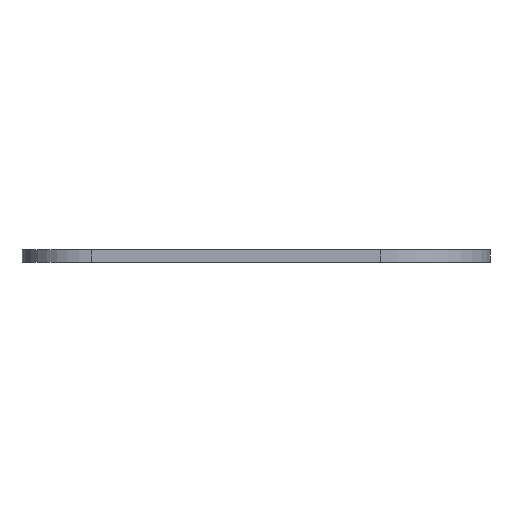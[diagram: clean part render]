
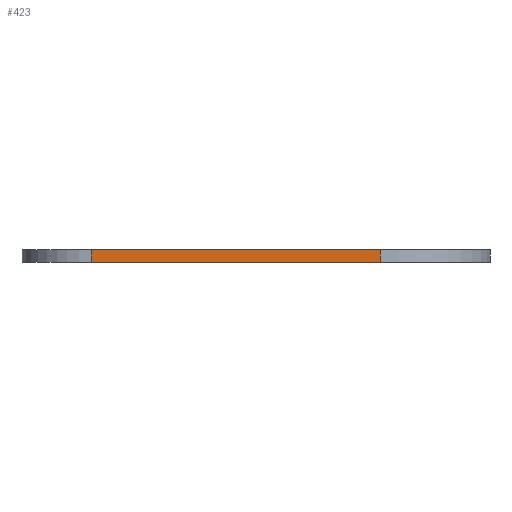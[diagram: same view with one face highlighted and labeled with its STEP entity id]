
A CAD part, front view. The second image highlights one B-rep face of the part: STEP entity #423.
In plain terms, the highlighted planar face has unit normal (0, -1, 0).
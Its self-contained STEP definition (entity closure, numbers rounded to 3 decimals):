
#94 = VERTEX_POINT ( 'NONE', #1301 ) ;
#108 = CARTESIAN_POINT ( 'NONE',  ( -231.064, 14.65, 207.5 ) ) ;
#217 = CARTESIAN_POINT ( 'NONE',  ( -138.977, 14.65, 211.5 ) ) ;
#249 = DIRECTION ( 'NONE',  ( 0., 0., -1. ) ) ;
#367 = LINE ( 'NONE', #217, #1468 ) ;
#369 = CARTESIAN_POINT ( 'NONE',  ( 0., 14.65, 211.5 ) ) ;
#375 = EDGE_CURVE ( 'NONE', #94, #1825, #1443, .T. ) ;
#420 = DIRECTION ( 'NONE',  ( 1., 0., 0. ) ) ;
#423 = ADVANCED_FACE ( 'NONE', ( #521 ), #1561, .F. ) ;
#521 = FACE_OUTER_BOUND ( 'NONE', #718, .T. ) ;
#538 = DIRECTION ( 'NONE',  ( 1., 0., 0. ) ) ;
#550 = DIRECTION ( 'NONE',  ( 0., 0., -1. ) ) ;
#551 = EDGE_CURVE ( 'NONE', #877, #596, #1733, .T. ) ;
#560 = LINE ( 'NONE', #720, #940 ) ;
#596 = VERTEX_POINT ( 'NONE', #1169 ) ;
#686 = DIRECTION ( 'NONE',  ( 0., 1., 0. ) ) ;
#706 = EDGE_CURVE ( 'NONE', #1825, #596, #367, .T. ) ;
#718 = EDGE_LOOP ( 'NONE', ( #1391, #1354, #1807, #1407 ) ) ;
#720 = CARTESIAN_POINT ( 'NONE',  ( -231.064, 14.65, 211.5 ) ) ;
#876 = VECTOR ( 'NONE', #538, 1000. ) ;
#877 = VERTEX_POINT ( 'NONE', #108 ) ;
#940 = VECTOR ( 'NONE', #550, 1000. ) ;
#962 = AXIS2_PLACEMENT_3D ( 'NONE', #1396, #686, #1241 ) ;
#1121 = VECTOR ( 'NONE', #420, 1000. ) ;
#1169 = CARTESIAN_POINT ( 'NONE',  ( -138.977, 14.65, 207.5 ) ) ;
#1241 = DIRECTION ( 'NONE',  ( -1., 0., 0. ) ) ;
#1301 = CARTESIAN_POINT ( 'NONE',  ( -231.064, 14.65, 211.5 ) ) ;
#1354 = ORIENTED_EDGE ( 'NONE', *, *, #706, .F. ) ;
#1391 = ORIENTED_EDGE ( 'NONE', *, *, #551, .T. ) ;
#1396 = CARTESIAN_POINT ( 'NONE',  ( 0., 14.65, 211.5 ) ) ;
#1407 = ORIENTED_EDGE ( 'NONE', *, *, #1727, .T. ) ;
#1443 = LINE ( 'NONE', #369, #876 ) ;
#1468 = VECTOR ( 'NONE', #249, 1000. ) ;
#1561 = PLANE ( 'NONE',  #962 ) ;
#1562 = CARTESIAN_POINT ( 'NONE',  ( -138.977, 14.65, 211.5 ) ) ;
#1727 = EDGE_CURVE ( 'NONE', #94, #877, #560, .T. ) ;
#1733 = LINE ( 'NONE', #1885, #1121 ) ;
#1807 = ORIENTED_EDGE ( 'NONE', *, *, #375, .F. ) ;
#1825 = VERTEX_POINT ( 'NONE', #1562 ) ;
#1885 = CARTESIAN_POINT ( 'NONE',  ( 0., 14.65, 207.5 ) ) ;
